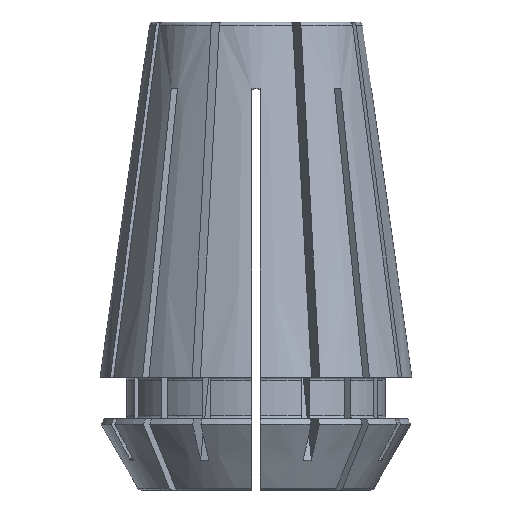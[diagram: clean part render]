
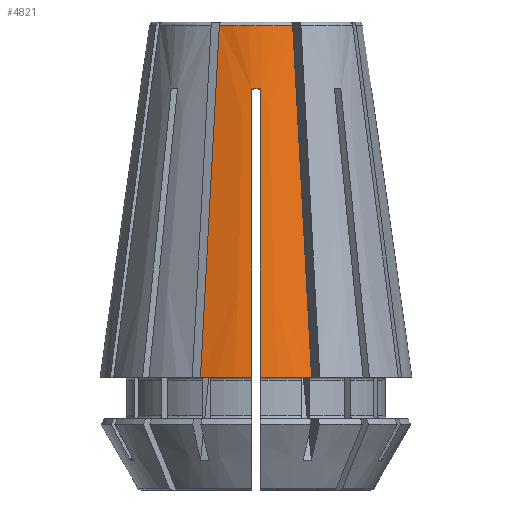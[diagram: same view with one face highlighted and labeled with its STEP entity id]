
A CAD part, left-side view. The second image highlights one B-rep face of the part: STEP entity #4821.
In plain terms, the highlighted conical face has half-angle 8 degrees and reference radius 7.177 mm.
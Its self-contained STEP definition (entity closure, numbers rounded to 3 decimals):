
#68=CONICAL_SURFACE('',#5393,7.177,0.14);
#242=B_SPLINE_CURVE_WITH_KNOTS('',3,(#8509,#8510,#8511,#8512,#8513,#8514,
#8515,#8516,#8517,#8518),.UNSPECIFIED.,.F.,.F.,(4,3,3,4),(0.012,
0.014,0.029,0.031),.UNSPECIFIED.);
#244=B_SPLINE_CURVE_WITH_KNOTS('',3,(#8533,#8534,#8535,#8536,#8537,#8538,
#8539),.UNSPECIFIED.,.F.,.F.,(4,3,4),(0.,0.018,
0.024),.UNSPECIFIED.);
#269=B_SPLINE_CURVE_WITH_KNOTS('',3,(#8848,#8849,#8850,#8851,#8852,#8853,
#8854),.UNSPECIFIED.,.F.,.F.,(4,3,4),(0.,0.018,
0.024),.UNSPECIFIED.);
#270=B_SPLINE_CURVE_WITH_KNOTS('',3,(#8856,#8857,#8858,#8859,#8860,#8861,
#8862,#8863,#8864,#8865),.UNSPECIFIED.,.F.,.F.,(4,3,3,4),(0.012,
0.014,0.029,0.031),.UNSPECIFIED.);
#373=CIRCLE('',#4930,10.5);
#380=CIRCLE('',#4943,10.5);
#573=CIRCLE('',#5275,7.774);
#635=CIRCLE('',#5394,7.177);
#1849=ORIENTED_EDGE('',*,*,#2893,.F.);
#1850=ORIENTED_EDGE('',*,*,#2287,.T.);
#1851=ORIENTED_EDGE('',*,*,#2894,.F.);
#1852=ORIENTED_EDGE('',*,*,#2767,.F.);
#1853=ORIENTED_EDGE('',*,*,#2774,.T.);
#1854=ORIENTED_EDGE('',*,*,#2307,.T.);
#1855=ORIENTED_EDGE('',*,*,#2780,.T.);
#1856=ORIENTED_EDGE('',*,*,#2895,.F.);
#2287=EDGE_CURVE('',#3041,#3042,#373,.T.);
#2307=EDGE_CURVE('',#3057,#3055,#380,.T.);
#2767=EDGE_CURVE('',#3379,#3378,#573,.T.);
#2774=EDGE_CURVE('',#3379,#3057,#242,.T.);
#2780=EDGE_CURVE('',#3055,#3386,#244,.T.);
#2893=EDGE_CURVE('',#3041,#3433,#269,.T.);
#2894=EDGE_CURVE('',#3378,#3042,#270,.T.);
#2895=EDGE_CURVE('',#3433,#3386,#635,.T.);
#3041=VERTEX_POINT('',#7211);
#3042=VERTEX_POINT('',#7212);
#3055=VERTEX_POINT('',#7262);
#3057=VERTEX_POINT('',#7265);
#3378=VERTEX_POINT('',#8489);
#3379=VERTEX_POINT('',#8491);
#3386=VERTEX_POINT('',#8532);
#3433=VERTEX_POINT('',#8855);
#4202=EDGE_LOOP('',(#1849,#1850,#1851,#1852,#1853,#1854,#1855,#1856));
#4460=FACE_BOUND('',#4202,.T.);
#4821=ADVANCED_FACE('',(#4460),#68,.T.);
#4930=AXIS2_PLACEMENT_3D('',#7210,#5610,#5611);
#4943=AXIS2_PLACEMENT_3D('',#7264,#5645,#5646);
#5275=AXIS2_PLACEMENT_3D('',#8492,#6489,#6490);
#5393=AXIS2_PLACEMENT_3D('',#8847,#6760,#6761);
#5394=AXIS2_PLACEMENT_3D('',#8866,#6762,#6763);
#5610=DIRECTION('',(0.,0.,1.));
#5611=DIRECTION('',(1.,0.,0.));
#5645=DIRECTION('',(0.,0.,1.));
#5646=DIRECTION('',(1.,0.,0.));
#6489=DIRECTION('',(0.,0.,-1.));
#6490=DIRECTION('',(-1.,0.,0.));
#6760=DIRECTION('',(0.,0.,-1.));
#6761=DIRECTION('',(-1.,0.,0.));
#6762=DIRECTION('',(0.,0.,1.));
#6763=DIRECTION('',(1.,0.,0.));
#7210=CARTESIAN_POINT('',(0.,0.,7.8));
#7211=CARTESIAN_POINT('',(-9.812,3.739,7.8));
#7212=CARTESIAN_POINT('',(-10.496,0.3,7.8));
#7262=CARTESIAN_POINT('',(-9.812,-3.739,7.8));
#7264=CARTESIAN_POINT('',(0.,0.,7.8));
#7265=CARTESIAN_POINT('',(-10.496,-0.3,7.8));
#8489=CARTESIAN_POINT('',(-7.768,0.3,27.2));
#8491=CARTESIAN_POINT('',(-7.768,-0.3,27.2));
#8492=CARTESIAN_POINT('',(0.,0.,27.2));
#8509=CARTESIAN_POINT('',(-7.768,-0.3,27.2));
#8510=CARTESIAN_POINT('',(-7.885,-0.3,26.368));
#8511=CARTESIAN_POINT('',(-8.002,-0.3,25.535));
#8512=CARTESIAN_POINT('',(-8.119,-0.3,24.703));
#8513=CARTESIAN_POINT('',(-8.781,-0.3,19.995));
#8514=CARTESIAN_POINT('',(-9.443,-0.3,15.287));
#8515=CARTESIAN_POINT('',(-10.105,-0.3,10.578));
#8516=CARTESIAN_POINT('',(-10.235,-0.3,9.652));
#8517=CARTESIAN_POINT('',(-10.366,-0.3,8.726));
#8518=CARTESIAN_POINT('',(-10.496,-0.3,7.8));
#8532=CARTESIAN_POINT('',(-6.74,-2.467,31.442));
#8533=CARTESIAN_POINT('',(-9.812,-3.739,7.8));
#8534=CARTESIAN_POINT('',(-9.021,-3.412,13.885));
#8535=CARTESIAN_POINT('',(-8.231,-3.085,19.97));
#8536=CARTESIAN_POINT('',(-7.44,-2.757,26.055));
#8537=CARTESIAN_POINT('',(-7.207,-2.66,27.85));
#8538=CARTESIAN_POINT('',(-6.973,-2.564,29.646));
#8539=CARTESIAN_POINT('',(-6.74,-2.467,31.442));
#8847=CARTESIAN_POINT('',(0.,0.,31.442));
#8848=CARTESIAN_POINT('',(-9.812,3.739,7.8));
#8849=CARTESIAN_POINT('',(-9.021,3.412,13.885));
#8850=CARTESIAN_POINT('',(-8.231,3.085,19.97));
#8851=CARTESIAN_POINT('',(-7.44,2.757,26.055));
#8852=CARTESIAN_POINT('',(-7.207,2.66,27.85));
#8853=CARTESIAN_POINT('',(-6.973,2.564,29.646));
#8854=CARTESIAN_POINT('',(-6.74,2.467,31.442));
#8855=CARTESIAN_POINT('',(-6.74,2.467,31.442));
#8856=CARTESIAN_POINT('',(-7.768,0.3,27.2));
#8857=CARTESIAN_POINT('',(-7.885,0.3,26.368));
#8858=CARTESIAN_POINT('',(-8.002,0.3,25.535));
#8859=CARTESIAN_POINT('',(-8.119,0.3,24.703));
#8860=CARTESIAN_POINT('',(-8.781,0.3,19.995));
#8861=CARTESIAN_POINT('',(-9.443,0.3,15.287));
#8862=CARTESIAN_POINT('',(-10.105,0.3,10.578));
#8863=CARTESIAN_POINT('',(-10.235,0.3,9.652));
#8864=CARTESIAN_POINT('',(-10.366,0.3,8.726));
#8865=CARTESIAN_POINT('',(-10.496,0.3,7.8));
#8866=CARTESIAN_POINT('',(0.,0.,31.442));
